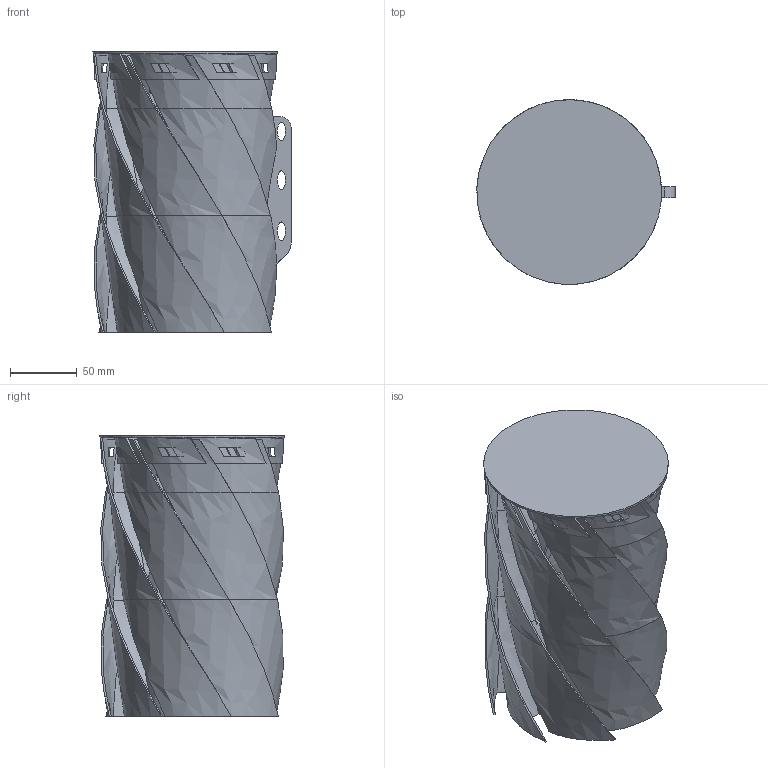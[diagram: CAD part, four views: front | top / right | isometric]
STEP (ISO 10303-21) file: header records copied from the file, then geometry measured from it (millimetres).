
FILE_DESCRIPTION(('HOOPS Exchange Step'),'2;1');
FILE_NAME('temp_export','2022-05-09T13:02:38+02:00',('vaclav'),('Shapr3D Limited'),'HOOPS Exchange 2021.2','Shapr3D','Authorized');
FILE_SCHEMA( ('AP203_CONFIGURATION_CONTROLLED_3D_DESIGN_OF_MECHANICAL_PARTS_AND_ASSEMBLIES_MIM_LF') );
Length unit declared in the file: millimetre
Products named in the file (1): root
Bounding box: 148.03 x 137.83 x 209.45 mm (x, y, z)
Volume: 266471.7 mm3; surface area: 335945.9 mm2
Topology: 2 solids, 2 shells, 427 faces, 1204 edges, 785 vertices
Faces by surface type: bspline 260, plane 89, cylinder 64, cone 11, extrusion 3
Full cylindrical faces by diameter (mm): 75 x1, 138 x1
Entity records: 38209 total; most frequent: CARTESIAN_POINT 30005, ORIENTED_EDGE 2408, EDGE_CURVE 1204, B_SPLINE_CURVE_WITH_KNOTS 891, VERTEX_POINT 785, DIRECTION 679, EDGE_LOOP 475, FACE_BOUND 475
